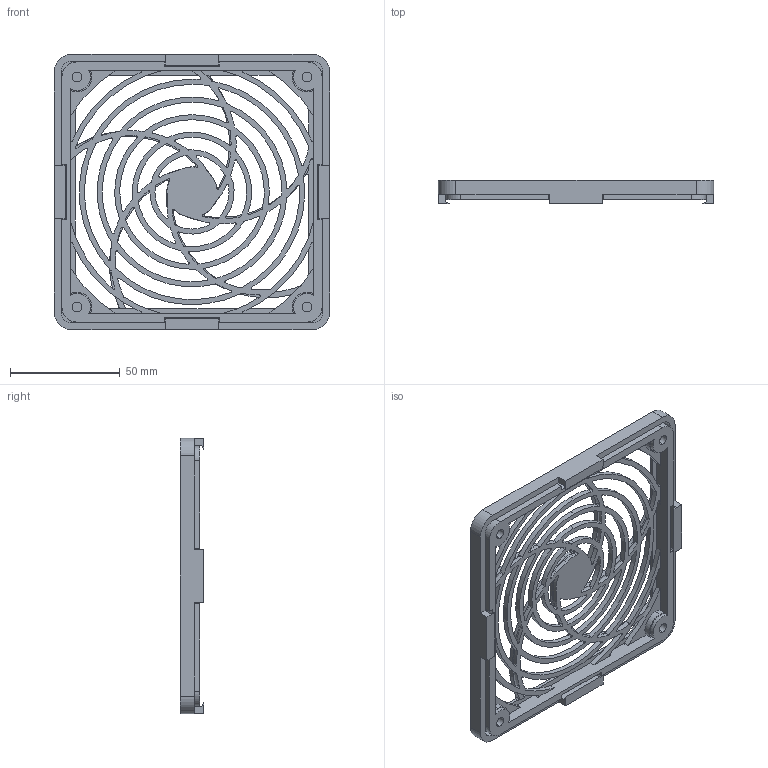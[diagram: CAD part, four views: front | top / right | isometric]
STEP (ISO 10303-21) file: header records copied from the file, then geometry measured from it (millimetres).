
FILE_DESCRIPTION (( 'STEP AP214' ), '1' );
FILE_NAME ('09450-F.STEP', '2017-08-29T01:25:38', ( '' ), ( '' ), 'SwSTEP 2.0', 'SolidWorks 2016', '' );
FILE_SCHEMA (( 'AUTOMOTIVE_DESIGN' ));
Length unit declared in the file: millimetre
Products named in the file (3): 09450-F; 09450-R; 09450-G
Assembly tree (2 placements, depth 2):
  09450-F
    09450-G
    09450-R
Bounding box: 125.2 x 10.6 x 125.2 mm (x, y, z)
Volume: 42816.9 mm3; surface area: 46751.8 mm2
Topology: 2 solids, 2 shells, 533 faces, 1574 edges, 1045 vertices
Faces by surface type: cylinder 377, plane 148, cone 8
Entity records: 18433 total; most frequent: DIRECTION 3417, CARTESIAN_POINT 3157, ORIENTED_EDGE 3148, EDGE_CURVE 1574, AXIS2_PLACEMENT_3D 1305, VERTEX_POINT 1045, LINE 807, VECTOR 807
